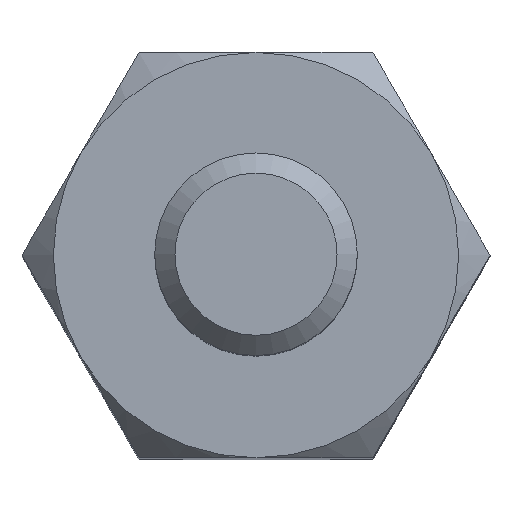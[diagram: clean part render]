
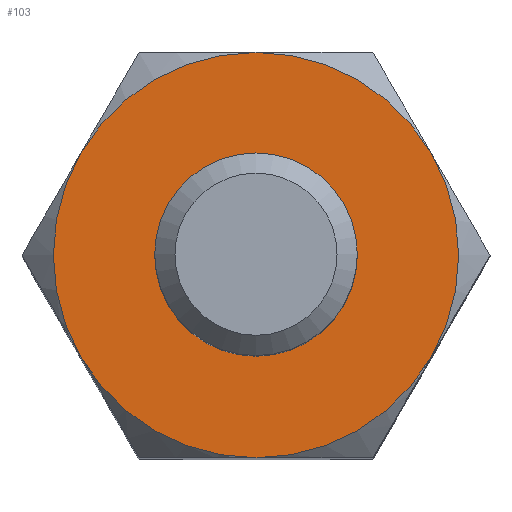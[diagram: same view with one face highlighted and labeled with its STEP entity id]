
A CAD part, top view. The second image highlights one B-rep face of the part: STEP entity #103.
In plain terms, the highlighted planar face has unit normal (0, 0, 1).
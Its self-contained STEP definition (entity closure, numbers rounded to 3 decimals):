
#103 = ADVANCED_FACE( '', ( #214, #215 ), #216, .T. );
#214 = FACE_BOUND( '', #326, .T. );
#215 = FACE_OUTER_BOUND( '', #327, .T. );
#216 = PLANE( '', #328 );
#326 = EDGE_LOOP( '', ( #522 ) );
#327 = EDGE_LOOP( '', ( #523, #524, #525, #526, #527, #528 ) );
#328 = AXIS2_PLACEMENT_3D( '', #529, #530, #531 );
#522 = ORIENTED_EDGE( '', *, *, #652, .T. );
#523 = ORIENTED_EDGE( '', *, *, #596, .F. );
#524 = ORIENTED_EDGE( '', *, *, #608, .F. );
#525 = ORIENTED_EDGE( '', *, *, #634, .F. );
#526 = ORIENTED_EDGE( '', *, *, #642, .T. );
#527 = ORIENTED_EDGE( '', *, *, #600, .F. );
#528 = ORIENTED_EDGE( '', *, *, #638, .F. );
#529 = CARTESIAN_POINT( '', ( 0., 0., 0. ) );
#530 = DIRECTION( '', ( 0., 0., 1. ) );
#531 = DIRECTION( '', ( 1., 0., 0. ) );
#596 = EDGE_CURVE( '', #687, #684, #689, .F. );
#600 = EDGE_CURVE( '', #694, #691, #696, .F. );
#608 = EDGE_CURVE( '', #707, #687, #709, .F. );
#634 = EDGE_CURVE( '', #745, #707, #747, .F. );
#638 = EDGE_CURVE( '', #684, #694, #751, .F. );
#642 = EDGE_CURVE( '', #745, #691, #756, .T. );
#652 = EDGE_CURVE( '', #769, #769, #770, .F. );
#684 = VERTEX_POINT( '', #803 );
#687 = VERTEX_POINT( '', #811 );
#689 = CIRCLE( '', #820, 2. );
#691 = VERTEX_POINT( '', #822 );
#694 = VERTEX_POINT( '', #830 );
#696 = CIRCLE( '', #839, 2. );
#707 = VERTEX_POINT( '', #867 );
#709 = CIRCLE( '', #876, 2. );
#745 = VERTEX_POINT( '', #957 );
#747 = CIRCLE( '', #964, 2. );
#751 = CIRCLE( '', #973, 2. );
#756 = CIRCLE( '', #990, 2. );
#769 = VERTEX_POINT( '', #1020 );
#770 = CIRCLE( '', #1021, 0.85 );
#803 = CARTESIAN_POINT( '', ( 0., -2., 0. ) );
#811 = CARTESIAN_POINT( '', ( 1.732, -1., 0. ) );
#820 = AXIS2_PLACEMENT_3D( '', #1065, #1066, #1067 );
#822 = CARTESIAN_POINT( '', ( -1.732, 1., 0. ) );
#830 = CARTESIAN_POINT( '', ( -1.732, -1., 0. ) );
#839 = AXIS2_PLACEMENT_3D( '', #1068, #1069, #1070 );
#867 = CARTESIAN_POINT( '', ( 1.732, 1., 0. ) );
#876 = AXIS2_PLACEMENT_3D( '', #1074, #1075, #1076 );
#957 = CARTESIAN_POINT( '', ( 0., 2., 0. ) );
#964 = AXIS2_PLACEMENT_3D( '', #1095, #1096, #1097 );
#973 = AXIS2_PLACEMENT_3D( '', #1098, #1099, #1100 );
#990 = AXIS2_PLACEMENT_3D( '', #1101, #1102, #1103 );
#1020 = CARTESIAN_POINT( '', ( 0.85, 0., 0. ) );
#1021 = AXIS2_PLACEMENT_3D( '', #1110, #1111, #1112 );
#1065 = CARTESIAN_POINT( '', ( 0., 0., 0. ) );
#1066 = DIRECTION( '', ( 0., 0., 1. ) );
#1067 = DIRECTION( '', ( 1., 0., 0. ) );
#1068 = CARTESIAN_POINT( '', ( 0., 0., 0. ) );
#1069 = DIRECTION( '', ( 0., 0., 1. ) );
#1070 = DIRECTION( '', ( 1., 0., 0. ) );
#1074 = CARTESIAN_POINT( '', ( 0., 0., 0. ) );
#1075 = DIRECTION( '', ( 0., 0., 1. ) );
#1076 = DIRECTION( '', ( 1., 0., 0. ) );
#1095 = CARTESIAN_POINT( '', ( 0., 0., 0. ) );
#1096 = DIRECTION( '', ( 0., 0., 1. ) );
#1097 = DIRECTION( '', ( 1., 0., 0. ) );
#1098 = CARTESIAN_POINT( '', ( 0., 0., 0. ) );
#1099 = DIRECTION( '', ( 0., 0., 1. ) );
#1100 = DIRECTION( '', ( 1., 0., 0. ) );
#1101 = CARTESIAN_POINT( '', ( 0., 0., 0. ) );
#1102 = DIRECTION( '', ( 0., 0., 1. ) );
#1103 = DIRECTION( '', ( 1., 0., 0. ) );
#1110 = CARTESIAN_POINT( '', ( 0., 0., 0. ) );
#1111 = DIRECTION( '', ( 0., 0., 1. ) );
#1112 = DIRECTION( '', ( 1., 0., 0. ) );
